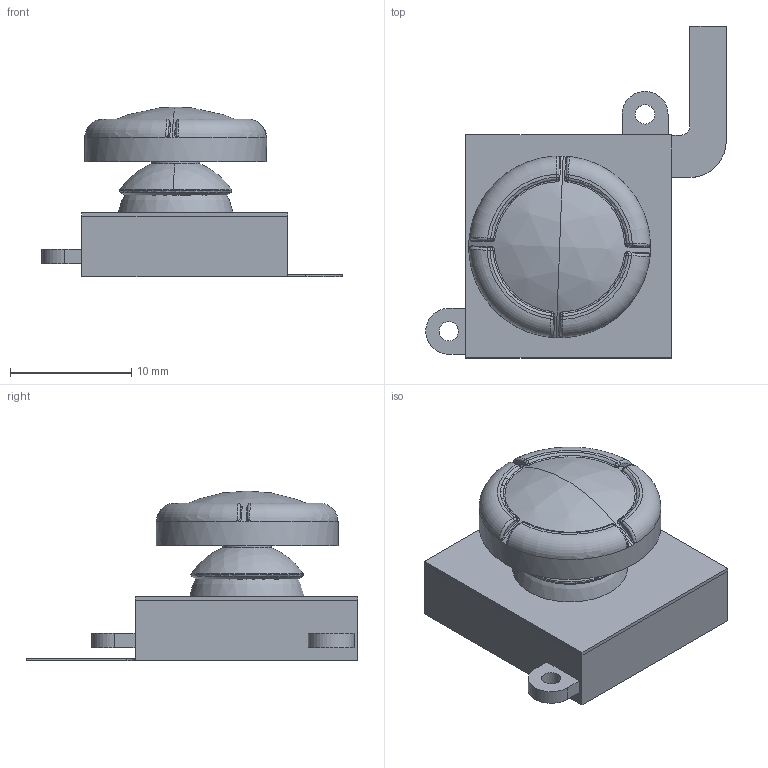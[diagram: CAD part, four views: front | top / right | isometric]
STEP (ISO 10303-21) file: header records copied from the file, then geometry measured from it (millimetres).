
FILE_DESCRIPTION(('HOOPS Exchange Step'),'2;1');
FILE_NAME('temp_export','2024-03-09T11:24:23-06:00',('Anthony'),('Shapr3D Limited'),'HOOPS Exchange 2023.2','Shapr3D','Authorized');
FILE_SCHEMA( ('AUTOMOTIVE_DESIGN { 1 0 10303 214 1 1 1 1 }') );
Length unit declared in the file: millimetre
Products named in the file (2): Joystick; root
Assembly tree (1 placements, depth 2):
  root
    Joystick
Bounding box: 24.8 x 27.4 x 14.02 mm (x, y, z)
Volume: 2548.7 mm3; surface area: 2483.9 mm2
Topology: 4 solids, 4 shells, 129 faces, 348 edges, 214 vertices
Faces by surface type: plane 42, bspline 40, torus 22, cylinder 17, sphere 7, cone 1
Full cylindrical faces by diameter (mm): 1.6 x2, 4 x1, 15 x1
Entity records: 6277 total; most frequent: CARTESIAN_POINT 3371, ORIENTED_EDGE 662, DIRECTION 504, EDGE_CURVE 331, VERTEX_POINT 214, AXIS2_PLACEMENT_3D 207, EDGE_LOOP 137, FACE_BOUND 137
